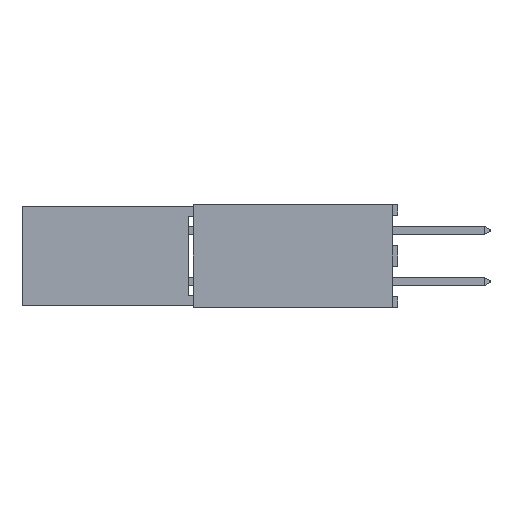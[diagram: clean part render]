
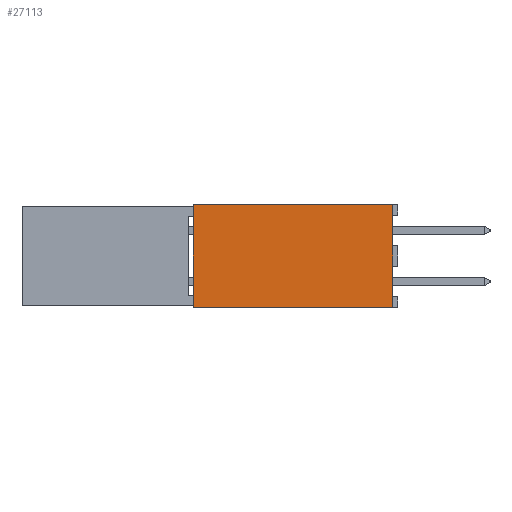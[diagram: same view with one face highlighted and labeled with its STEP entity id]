
A CAD part, left-side view. The second image highlights one B-rep face of the part: STEP entity #27113.
In plain terms, the highlighted planar face has unit normal (-1, 0, 0).
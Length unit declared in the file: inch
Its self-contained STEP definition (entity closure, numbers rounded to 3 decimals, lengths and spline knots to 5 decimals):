
#5825=ORIENTED_EDGE('',*,*,#10519,.T.);
#5826=ORIENTED_EDGE('',*,*,#10826,.F.);
#5827=ORIENTED_EDGE('',*,*,#10827,.F.);
#5828=ORIENTED_EDGE('',*,*,#10823,.T.);
#10519=EDGE_CURVE('',#13420,#13419,#16739,.T.);
#10823=EDGE_CURVE('',#13689,#13420,#17043,.T.);
#10826=EDGE_CURVE('',#13691,#13419,#17046,.T.);
#10827=EDGE_CURVE('',#13689,#13691,#17047,.T.);
#13419=VERTEX_POINT('',#41586);
#13420=VERTEX_POINT('',#41588);
#13689=VERTEX_POINT('',#42162);
#13691=VERTEX_POINT('',#42168);
#16739=LINE('',#41587,#20471);
#17043=LINE('',#42161,#20775);
#17046=LINE('',#42167,#20778);
#17047=LINE('',#42169,#20779);
#20471=VECTOR('',#34003,39.37008);
#20775=VECTOR('',#34309,39.37008);
#20778=VECTOR('',#34314,39.37008);
#20779=VECTOR('',#34315,39.37008);
#22643=EDGE_LOOP('',(#5825,#5826,#5827,#5828));
#24235=FACE_BOUND('',#22643,.T.);
#25657=PLANE('',#28688);
#27113=ADVANCED_FACE('',(#24235),#25657,.F.);
#28688=AXIS2_PLACEMENT_3D('',#42166,#34312,#34313);
#34003=DIRECTION('',(0.,0.,1.));
#34309=DIRECTION('',(0.,-1.,0.));
#34312=DIRECTION('',(1.,0.,0.));
#34313=DIRECTION('',(0.,0.,-1.));
#34314=DIRECTION('',(0.,-1.,0.));
#34315=DIRECTION('',(0.,0.,1.));
#41586=CARTESIAN_POINT('',(0.,0.01,0.1));
#41587=CARTESIAN_POINT('',(0.,0.01,-0.1));
#41588=CARTESIAN_POINT('',(0.,0.01,-0.1));
#42161=CARTESIAN_POINT('',(0.,0.4,-0.1));
#42162=CARTESIAN_POINT('',(0.,0.4,-0.1));
#42166=CARTESIAN_POINT('',(0.,0.4,-0.1));
#42167=CARTESIAN_POINT('',(0.,0.4,0.1));
#42168=CARTESIAN_POINT('',(0.,0.4,0.1));
#42169=CARTESIAN_POINT('',(0.,0.4,-0.1));
